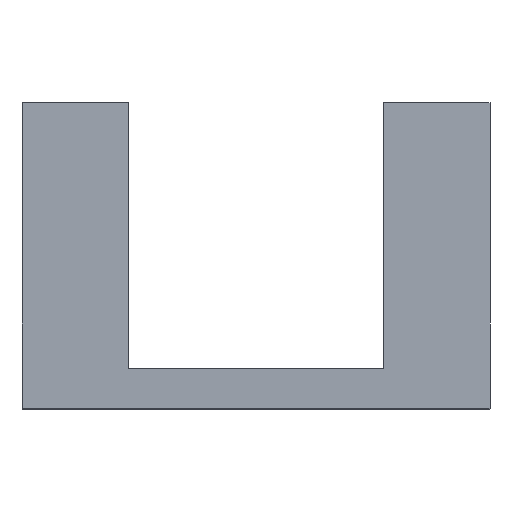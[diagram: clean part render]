
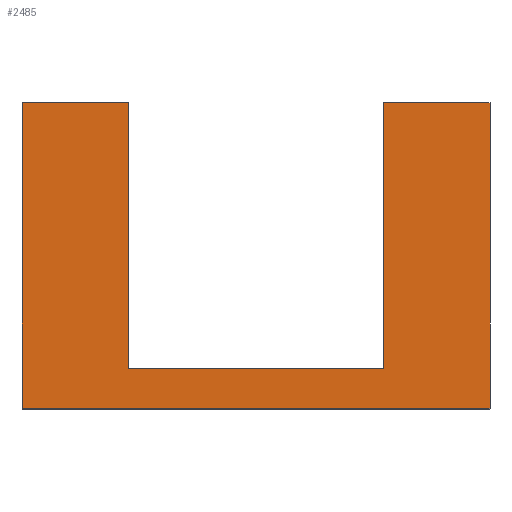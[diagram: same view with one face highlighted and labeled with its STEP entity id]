
A CAD part, top view. The second image highlights one B-rep face of the part: STEP entity #2485.
In plain terms, the highlighted planar face has unit normal (0, 0, 1).
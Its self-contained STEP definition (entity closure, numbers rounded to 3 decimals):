
#34 = EDGE_CURVE ( 'NONE', #343, #130, #2145, .T. ) ;
#43 = CARTESIAN_POINT ( 'NONE',  ( 20.871, 23., 38.906 ) ) ;
#130 = VERTEX_POINT ( 'NONE', #1644 ) ;
#290 = LINE ( 'NONE', #1079, #1526 ) ;
#343 = VERTEX_POINT ( 'NONE', #2026 ) ;
#353 = EDGE_CURVE ( 'NONE', #1238, #2331, #2543, .T. ) ;
#371 = LINE ( 'NONE', #2117, #1349 ) ;
#389 = CARTESIAN_POINT ( 'NONE',  ( 12.871, 3., 38.906 ) ) ;
#405 = PLANE ( 'NONE',  #2509 ) ;
#413 = CARTESIAN_POINT ( 'NONE',  ( 12.871, 23., 38.906 ) ) ;
#439 = EDGE_CURVE ( 'NONE', #343, #1238, #1088, .T. ) ;
#508 = DIRECTION ( 'NONE',  ( 1., 0., 0. ) ) ;
#548 = VECTOR ( 'NONE', #2355, 1000. ) ;
#579 = CARTESIAN_POINT ( 'NONE',  ( -14.369, 23., 38.906 ) ) ;
#602 = FACE_OUTER_BOUND ( 'NONE', #1916, .T. ) ;
#683 = CARTESIAN_POINT ( 'NONE',  ( 20.871, 0., 38.906 ) ) ;
#695 = VECTOR ( 'NONE', #1932, 1000. ) ;
#754 = ORIENTED_EDGE ( 'NONE', *, *, #1211, .F. ) ;
#776 = CARTESIAN_POINT ( 'NONE',  ( -6.369, 23., 38.906 ) ) ;
#796 = DIRECTION ( 'NONE',  ( 0., 0., -1. ) ) ;
#810 = LINE ( 'NONE', #2579, #1162 ) ;
#868 = CARTESIAN_POINT ( 'NONE',  ( -6.369, 23., 38.906 ) ) ;
#891 = EDGE_CURVE ( 'NONE', #1766, #1255, #1191, .T. ) ;
#939 = ORIENTED_EDGE ( 'NONE', *, *, #960, .F. ) ;
#960 = EDGE_CURVE ( 'NONE', #1119, #1255, #371, .T. ) ;
#1007 = EDGE_CURVE ( 'NONE', #130, #1766, #290, .T. ) ;
#1079 = CARTESIAN_POINT ( 'NONE',  ( 0., 0., 38.906 ) ) ;
#1088 = LINE ( 'NONE', #1215, #2225 ) ;
#1119 = VERTEX_POINT ( 'NONE', #413 ) ;
#1142 = CARTESIAN_POINT ( 'NONE',  ( 20.871, 23., 38.906 ) ) ;
#1162 = VECTOR ( 'NONE', #508, 1000. ) ;
#1181 = ORIENTED_EDGE ( 'NONE', *, *, #1007, .T. ) ;
#1191 = LINE ( 'NONE', #43, #695 ) ;
#1211 = EDGE_CURVE ( 'NONE', #2508, #1119, #2475, .T. ) ;
#1215 = CARTESIAN_POINT ( 'NONE',  ( -14.369, 23., 38.906 ) ) ;
#1238 = VERTEX_POINT ( 'NONE', #868 ) ;
#1255 = VERTEX_POINT ( 'NONE', #1142 ) ;
#1273 = CARTESIAN_POINT ( 'NONE',  ( 12.871, 23., 38.906 ) ) ;
#1291 = DIRECTION ( 'NONE',  ( 1., 0., 0. ) ) ;
#1349 = VECTOR ( 'NONE', #2520, 1000. ) ;
#1362 = ORIENTED_EDGE ( 'NONE', *, *, #353, .F. ) ;
#1371 = VECTOR ( 'NONE', #1623, 1000. ) ;
#1407 = DIRECTION ( 'NONE',  ( 0., -1., 0. ) ) ;
#1435 = DIRECTION ( 'NONE',  ( -1., 0., 0. ) ) ;
#1526 = VECTOR ( 'NONE', #1291, 1000. ) ;
#1623 = DIRECTION ( 'NONE',  ( 0., -1., 0. ) ) ;
#1644 = CARTESIAN_POINT ( 'NONE',  ( -14.369, 0., 38.906 ) ) ;
#1766 = VERTEX_POINT ( 'NONE', #683 ) ;
#1806 = EDGE_CURVE ( 'NONE', #2331, #2508, #810, .T. ) ;
#1862 = ORIENTED_EDGE ( 'NONE', *, *, #439, .F. ) ;
#1916 = EDGE_LOOP ( 'NONE', ( #1362, #1862, #2268, #1181, #2503, #939, #754, #2343 ) ) ;
#1932 = DIRECTION ( 'NONE',  ( 0., 1., 0. ) ) ;
#2026 = CARTESIAN_POINT ( 'NONE',  ( -14.369, 23., 38.906 ) ) ;
#2045 = CARTESIAN_POINT ( 'NONE',  ( -14.369, 23., 38.906 ) ) ;
#2106 = CARTESIAN_POINT ( 'NONE',  ( -6.369, 3., 38.906 ) ) ;
#2117 = CARTESIAN_POINT ( 'NONE',  ( -14.369, 23., 38.906 ) ) ;
#2145 = LINE ( 'NONE', #2045, #1371 ) ;
#2225 = VECTOR ( 'NONE', #2646, 1000. ) ;
#2268 = ORIENTED_EDGE ( 'NONE', *, *, #34, .T. ) ;
#2323 = VECTOR ( 'NONE', #1407, 1000. ) ;
#2331 = VERTEX_POINT ( 'NONE', #2106 ) ;
#2343 = ORIENTED_EDGE ( 'NONE', *, *, #1806, .F. ) ;
#2355 = DIRECTION ( 'NONE',  ( 0., 1., 0. ) ) ;
#2475 = LINE ( 'NONE', #1273, #548 ) ;
#2485 = ADVANCED_FACE ( 'NONE', ( #602 ), #405, .F. ) ;
#2503 = ORIENTED_EDGE ( 'NONE', *, *, #891, .T. ) ;
#2508 = VERTEX_POINT ( 'NONE', #389 ) ;
#2509 = AXIS2_PLACEMENT_3D ( 'NONE', #579, #796, #1435 ) ;
#2520 = DIRECTION ( 'NONE',  ( 1., 0., 0. ) ) ;
#2543 = LINE ( 'NONE', #776, #2323 ) ;
#2579 = CARTESIAN_POINT ( 'NONE',  ( -14.369, 3., 38.906 ) ) ;
#2646 = DIRECTION ( 'NONE',  ( 1., 0., 0. ) ) ;
